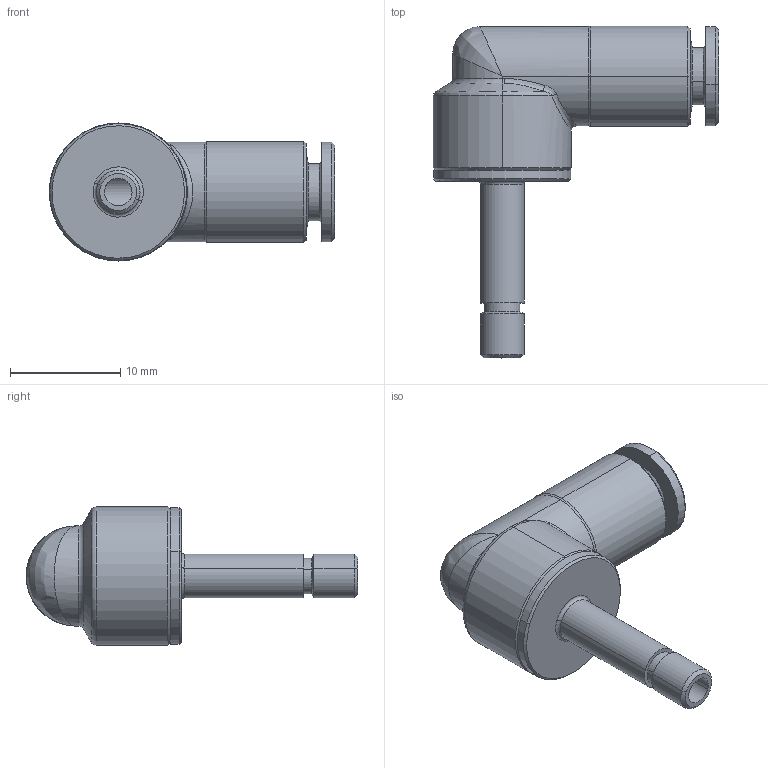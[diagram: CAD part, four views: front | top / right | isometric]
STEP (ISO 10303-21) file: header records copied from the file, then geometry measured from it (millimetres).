
FILE_DESCRIPTION (( 'STEP AP203' ), '1' );
FILE_NAME ('A0331010.STEP', '2009-04-08T15:15:21', ( '' ), ( 'sopra-pneumatic' ), 'SwSTEP 2.0', 'SolidWorks 2009', '' );
FILE_SCHEMA (( 'CONFIG_CONTROL_DESIGN' ));
Length unit declared in the file: millimetre
Products named in the file (1): A0331010
Bounding box: 25.85 x 30.05 x 12.5 mm (x, y, z)
Volume: 2089.3 mm3; surface area: 1769.6 mm2
Topology: 1 solids, 1 shells, 74 faces, 160 edges, 91 vertices
Faces by surface type: cylinder 27, cone 23, torus 10, plane 8, bspline 6
Entity records: 2449 total; most frequent: CARTESIAN_POINT 775, DIRECTION 364, ORIENTED_EDGE 316, EDGE_CURVE 158, AXIS2_PLACEMENT_3D 158, VERTEX_POINT 91, CIRCLE 89, EDGE_LOOP 81
